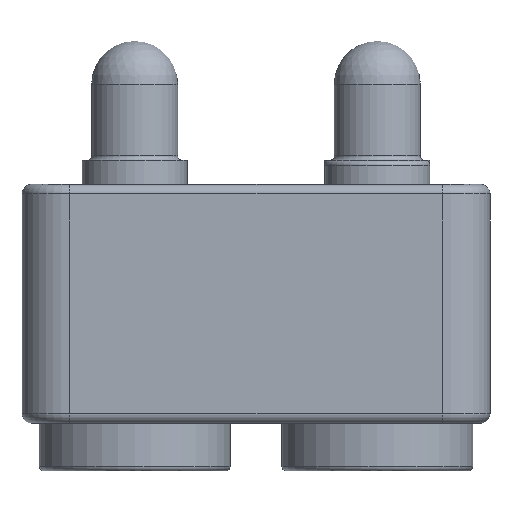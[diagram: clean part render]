
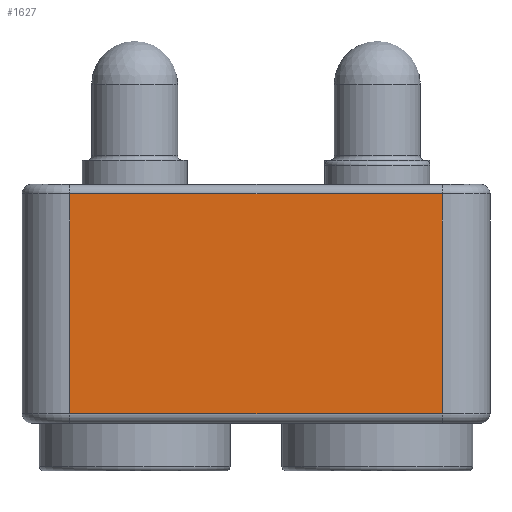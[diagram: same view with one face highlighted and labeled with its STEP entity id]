
A CAD part, left-side view. The second image highlights one B-rep face of the part: STEP entity #1627.
In plain terms, the highlighted planar face has unit normal (-1, 0, 0).
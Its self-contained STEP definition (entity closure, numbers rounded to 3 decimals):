
#78=PLANE('',#1901);
#110=LINE('',#2760,#194);
#152=LINE('',#2943,#236);
#162=LINE('',#2973,#246);
#163=LINE('',#2975,#247);
#194=VECTOR('',#2222,10.);
#236=VECTOR('',#2448,10.);
#246=VECTOR('',#2492,10.);
#247=VECTOR('',#2495,10.);
#403=FACE_OUTER_BOUND('',#527,.T.);
#527=EDGE_LOOP('',(#1479,#1480,#1481,#1482));
#751=VERTEX_POINT('',#2754);
#752=VERTEX_POINT('',#2758);
#799=VERTEX_POINT('',#2935);
#801=VERTEX_POINT('',#2941);
#925=EDGE_CURVE('',#751,#752,#110,.T.);
#1016=EDGE_CURVE('',#801,#799,#152,.T.);
#1032=EDGE_CURVE('',#799,#751,#162,.T.);
#1033=EDGE_CURVE('',#752,#801,#163,.T.);
#1479=ORIENTED_EDGE('',*,*,#925,.F.);
#1480=ORIENTED_EDGE('',*,*,#1032,.F.);
#1481=ORIENTED_EDGE('',*,*,#1016,.F.);
#1482=ORIENTED_EDGE('',*,*,#1033,.F.);
#1627=ADVANCED_FACE('',(#403),#78,.T.);
#1901=AXIS2_PLACEMENT_3D('',#2974,#2493,#2494);
#2222=DIRECTION('',(0.,-1.,0.));
#2448=DIRECTION('',(0.,1.,0.));
#2492=DIRECTION('',(0.,0.,1.));
#2493=DIRECTION('center_axis',(-1.,0.,0.));
#2494=DIRECTION('ref_axis',(0.,-1.,0.));
#2495=DIRECTION('',(0.,0.,-1.));
#2754=CARTESIAN_POINT('',(-2.45,1.95,2.9));
#2758=CARTESIAN_POINT('',(-2.45,-1.95,2.9));
#2760=CARTESIAN_POINT('',(-2.45,1.225,2.9));
#2935=CARTESIAN_POINT('',(-2.45,1.95,0.6));
#2941=CARTESIAN_POINT('',(-2.45,-1.95,0.6));
#2943=CARTESIAN_POINT('',(-2.45,1.225,0.6));
#2973=CARTESIAN_POINT('',(-2.45,1.95,0.5));
#2974=CARTESIAN_POINT('Origin',(-2.45,2.45,0.5));
#2975=CARTESIAN_POINT('',(-2.45,-1.95,0.5));
